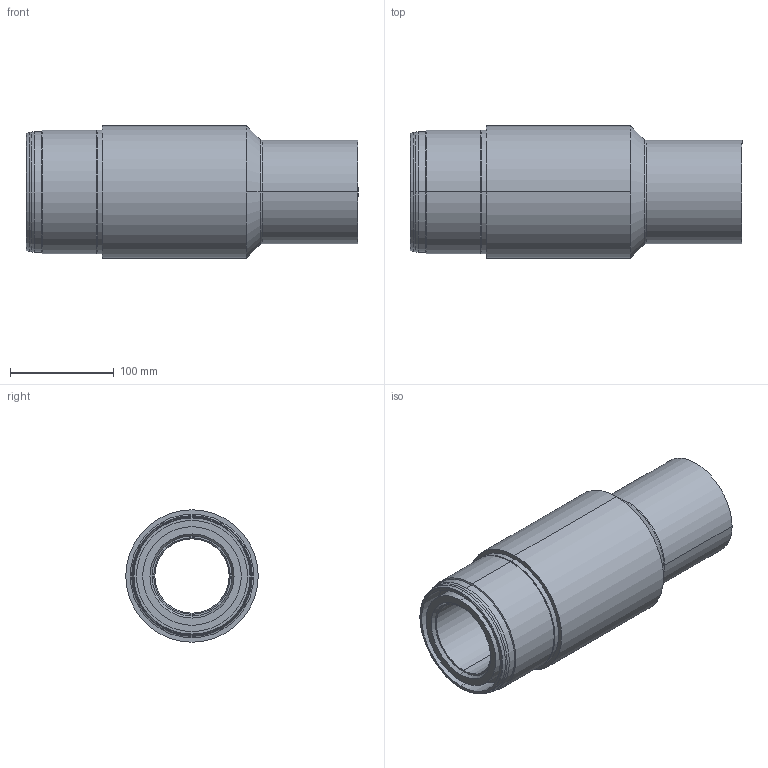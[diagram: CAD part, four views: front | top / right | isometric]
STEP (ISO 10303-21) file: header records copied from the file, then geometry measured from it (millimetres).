
FILE_DESCRIPTION (( 'STEP AP214' ), '1' );
FILE_NAME ('78W1595.STEP', '2024-10-30T13:50:51', ( '' ), ( '' ), 'SwSTEP 2.0', 'SolidWorks 2022', '' );
FILE_SCHEMA (( 'AUTOMOTIVE_DESIGN' ));
Length unit declared in the file: inch
Products named in the file (1): 78W1595
Bounding box: 320.04 x 127.64 x 127.64 mm (x, y, z)
Volume: 2090050.6 mm3; surface area: 216479.9 mm2
Topology: 1 solids, 1 shells, 49 faces, 102 edges, 60 vertices
Faces by surface type: cone 20, cylinder 20, plane 7, torus 2
Entity records: 1376 total; most frequent: DIRECTION 264, CARTESIAN_POINT 212, ORIENTED_EDGE 204, AXIS2_PLACEMENT_3D 112, EDGE_CURVE 102, CIRCLE 62, VERTEX_POINT 60, EDGE_LOOP 56
